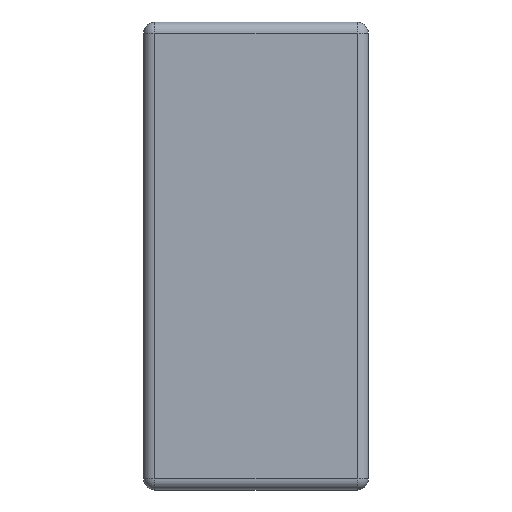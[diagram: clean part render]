
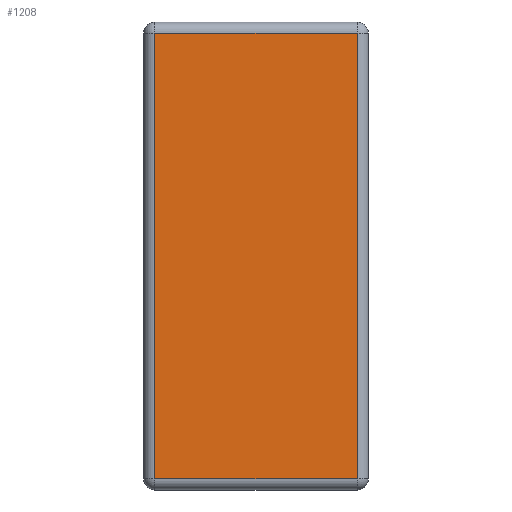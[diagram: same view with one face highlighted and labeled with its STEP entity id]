
A CAD part, left-side view. The second image highlights one B-rep face of the part: STEP entity #1208.
In plain terms, the highlighted planar face has unit normal (-1, 0, 0).
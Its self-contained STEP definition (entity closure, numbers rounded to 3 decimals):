
#43 = VERTEX_POINT ( 'NONE', #1663 ) ;
#56 = DIRECTION ( 'NONE',  ( 0., 0., 1. ) ) ;
#123 = PLANE ( 'NONE',  #1829 ) ;
#146 = DIRECTION ( 'NONE',  ( 1., 0., 0. ) ) ;
#150 = DIRECTION ( 'NONE',  ( 0., 0., -1. ) ) ;
#263 = EDGE_CURVE ( 'NONE', #1749, #43, #1715, .T. ) ;
#434 = VERTEX_POINT ( 'NONE', #1070 ) ;
#453 = FACE_OUTER_BOUND ( 'NONE', #757, .T. ) ;
#459 = VECTOR ( 'NONE', #56, 1000. ) ;
#504 = CARTESIAN_POINT ( 'NONE',  ( -1., 0.03, 0.625 ) ) ;
#507 = LINE ( 'NONE', #504, #459 ) ;
#757 = EDGE_LOOP ( 'NONE', ( #1756, #1304, #1666, #1114 ) ) ;
#835 = EDGE_CURVE ( 'NONE', #43, #434, #883, .T. ) ;
#862 = LINE ( 'NONE', #1609, #1606 ) ;
#881 = EDGE_CURVE ( 'NONE', #434, #1318, #507, .T. ) ;
#883 = LINE ( 'NONE', #1906, #1244 ) ;
#1002 = CARTESIAN_POINT ( 'NONE',  ( -1., 0.57, 0.595 ) ) ;
#1007 = CARTESIAN_POINT ( 'NONE',  ( -1., 0.03, 0.595 ) ) ;
#1070 = CARTESIAN_POINT ( 'NONE',  ( -1., 0.03, -0.595 ) ) ;
#1114 = ORIENTED_EDGE ( 'NONE', *, *, #1774, .T. ) ;
#1208 = ADVANCED_FACE ( 'NONE', ( #453 ), #123, .F. ) ;
#1244 = VECTOR ( 'NONE', #1391, 1000. ) ;
#1304 = ORIENTED_EDGE ( 'NONE', *, *, #835, .T. ) ;
#1318 = VERTEX_POINT ( 'NONE', #1007 ) ;
#1391 = DIRECTION ( 'NONE',  ( 0., -1., 0. ) ) ;
#1491 = VECTOR ( 'NONE', #1706, 1000. ) ;
#1568 = CARTESIAN_POINT ( 'NONE',  ( -1., 0.57, 0.625 ) ) ;
#1606 = VECTOR ( 'NONE', #1750, 1000. ) ;
#1609 = CARTESIAN_POINT ( 'NONE',  ( -1., 0.6, 0.595 ) ) ;
#1646 = CARTESIAN_POINT ( 'NONE',  ( -1., 0.6, 0.625 ) ) ;
#1663 = CARTESIAN_POINT ( 'NONE',  ( -1., 0.57, -0.595 ) ) ;
#1666 = ORIENTED_EDGE ( 'NONE', *, *, #881, .T. ) ;
#1706 = DIRECTION ( 'NONE',  ( 0., 0., -1. ) ) ;
#1715 = LINE ( 'NONE', #1568, #1491 ) ;
#1749 = VERTEX_POINT ( 'NONE', #1002 ) ;
#1750 = DIRECTION ( 'NONE',  ( 0., 1., 0. ) ) ;
#1756 = ORIENTED_EDGE ( 'NONE', *, *, #263, .T. ) ;
#1774 = EDGE_CURVE ( 'NONE', #1318, #1749, #862, .T. ) ;
#1829 = AXIS2_PLACEMENT_3D ( 'NONE', #1646, #146, #150 ) ;
#1906 = CARTESIAN_POINT ( 'NONE',  ( -1., 0.6, -0.595 ) ) ;
